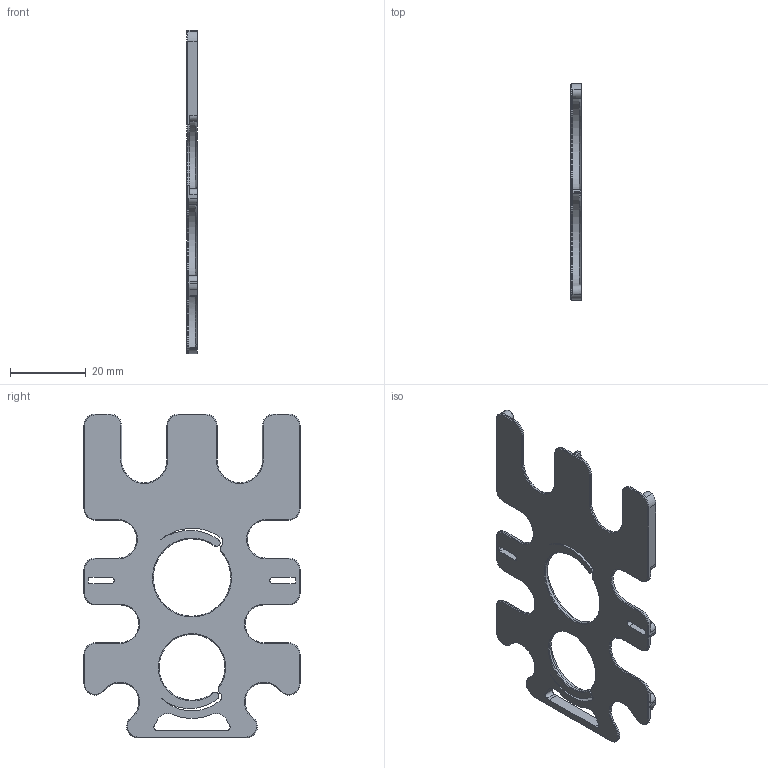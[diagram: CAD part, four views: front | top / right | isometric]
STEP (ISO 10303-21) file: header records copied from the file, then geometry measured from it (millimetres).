
FILE_DESCRIPTION(/* description */ (''),/* implementation_level */ '2;1');
FILE_NAME(/* name */ 'coin_final3 v6.step',/* time_stamp */ '2025-04-13T17:57:24-04:00',/* author */ (''),/* organization */ (''),/* preprocessor_version */ 'ST-DEVELOPER v20.1',/* originating_system */ 'Autodesk Translation Framework v14.4.0.0',/* authorisation */ '');
FILE_SCHEMA (('AUTOMOTIVE_DESIGN { 1 0 10303 214 3 1 1 }'));
Length unit declared in the file: millimetre
Products named in the file (1): coin_final3
Bounding box: 2.8 x 57.16 x 85.6 mm (x, y, z)
Volume: 4205.5 mm3; surface area: 8159.7 mm2
Topology: 1 solids, 1 shells, 323 faces, 857 edges, 536 vertices
Faces by surface type: cylinder 124, plane 123, cone 64, bspline 12
Entity records: 10385 total; most frequent: CARTESIAN_POINT 2259, DIRECTION 1718, ORIENTED_EDGE 1714, EDGE_CURVE 857, AXIS2_PLACEMENT_3D 618, VERTEX_POINT 536, LINE 482, VECTOR 482
